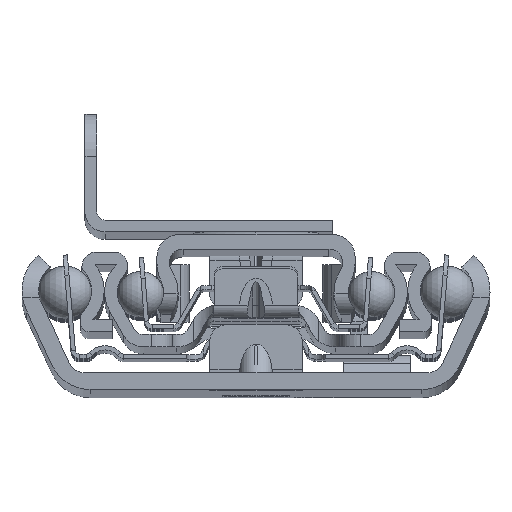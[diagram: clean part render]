
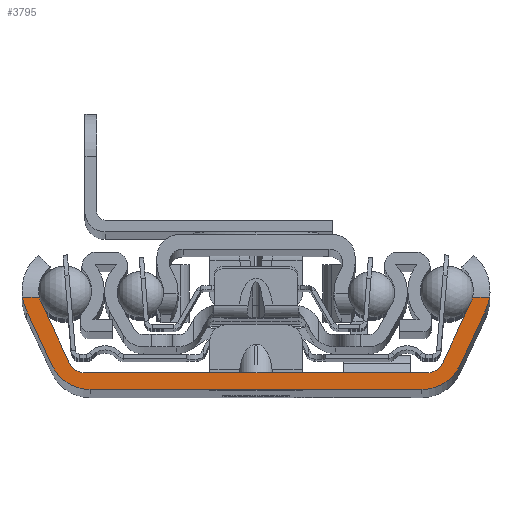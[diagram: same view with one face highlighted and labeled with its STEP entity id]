
A CAD part, top view. The second image highlights one B-rep face of the part: STEP entity #3795.
In plain terms, the highlighted planar face has unit normal (0, 0, 1).
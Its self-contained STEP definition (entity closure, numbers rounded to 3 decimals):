
#36=DIRECTION('',(1.,0.,0.));
#37=VECTOR('',#36,2.024);
#38=CARTESIAN_POINT('',(-27.841,11.,0.));
#39=LINE('',#38,#37);
#40=CARTESIAN_POINT('',(-22.41,11.8,0.));
#41=DIRECTION('',(0.,0.,-1.));
#42=DIRECTION('',(-0.906,-0.423,0.));
#43=AXIS2_PLACEMENT_3D('',#40,#41,#42);
#45=DIRECTION('',(-0.423,0.906,0.));
#46=VECTOR('',#45,7.907);
#47=CARTESIAN_POINT('',(-22.24,3.155,0.));
#48=LINE('',#47,#46);
#49=CARTESIAN_POINT('',(-20.428,4.,0.));
#50=DIRECTION('',(0.,0.,-1.));
#51=DIRECTION('',(0.,-1.,0.));
#52=AXIS2_PLACEMENT_3D('',#49,#50,#51);
#54=DIRECTION('',(-1.,0.,0.));
#55=VECTOR('',#54,40.856);
#56=CARTESIAN_POINT('',(20.428,2.,0.));
#57=LINE('',#56,#55);
#58=CARTESIAN_POINT('',(20.428,4.,0.));
#59=DIRECTION('',(0.,0.,-1.));
#60=DIRECTION('',(0.906,-0.423,0.));
#61=AXIS2_PLACEMENT_3D('',#58,#59,#60);
#63=DIRECTION('',(-0.423,-0.906,0.));
#64=VECTOR('',#63,7.907);
#65=CARTESIAN_POINT('',(25.582,10.321,0.));
#66=LINE('',#65,#64);
#67=CARTESIAN_POINT('',(22.41,11.8,0.));
#68=DIRECTION('',(0.,0.,-1.));
#69=DIRECTION('',(0.974,-0.229,0.));
#70=AXIS2_PLACEMENT_3D('',#67,#68,#69);
#72=DIRECTION('',(1.,0.,0.));
#73=VECTOR('',#72,2.024);
#74=CARTESIAN_POINT('',(25.817,11.,0.));
#75=LINE('',#74,#73);
#76=CARTESIAN_POINT('',(22.41,11.8,0.));
#77=DIRECTION('',(0.,0.,1.));
#78=DIRECTION('',(0.906,-0.423,0.));
#79=AXIS2_PLACEMENT_3D('',#76,#77,#78);
#81=DIRECTION('',(0.423,0.906,0.));
#82=VECTOR('',#81,7.274);
#83=CARTESIAN_POINT('',(24.311,2.887,0.));
#84=LINE('',#83,#82);
#85=CARTESIAN_POINT('',(19.78,5.,0.));
#86=DIRECTION('',(0.,0.,1.));
#87=DIRECTION('',(0.,-1.,0.));
#88=AXIS2_PLACEMENT_3D('',#85,#86,#87);
#90=DIRECTION('',(1.,0.,0.));
#91=VECTOR('',#90,39.56);
#92=CARTESIAN_POINT('',(-19.78,0.,0.));
#93=LINE('',#92,#91);
#94=CARTESIAN_POINT('',(-19.78,5.,0.));
#95=DIRECTION('',(0.,0.,1.));
#96=DIRECTION('',(-0.906,-0.423,0.));
#97=AXIS2_PLACEMENT_3D('',#94,#95,#96);
#99=DIRECTION('',(0.423,-0.906,0.));
#100=VECTOR('',#99,7.274);
#101=CARTESIAN_POINT('',(-27.386,9.48,0.));
#102=LINE('',#101,#100);
#103=CARTESIAN_POINT('',(-22.41,11.8,0.));
#104=DIRECTION('',(0.,0.,1.));
#105=DIRECTION('',(-0.989,-0.146,0.));
#106=AXIS2_PLACEMENT_3D('',#103,#104,#105);
#3152=CARTESIAN_POINT('',(-20.428,2.,0.));
#3153=CARTESIAN_POINT('',(-22.24,3.155,0.));
#3154=VERTEX_POINT('',#3152);
#3155=VERTEX_POINT('',#3153);
#3156=CARTESIAN_POINT('',(-25.582,10.321,0.));
#3157=VERTEX_POINT('',#3156);
#3158=CARTESIAN_POINT('',(-27.386,9.48,0.));
#3159=CARTESIAN_POINT('',(-24.311,2.887,0.));
#3160=VERTEX_POINT('',#3158);
#3161=VERTEX_POINT('',#3159);
#3162=CARTESIAN_POINT('',(-19.78,0.,0.));
#3163=VERTEX_POINT('',#3162);
#3164=CARTESIAN_POINT('',(19.78,0.,0.));
#3165=VERTEX_POINT('',#3164);
#3166=CARTESIAN_POINT('',(24.311,2.887,0.));
#3167=VERTEX_POINT('',#3166);
#3168=CARTESIAN_POINT('',(27.386,9.48,0.));
#3169=VERTEX_POINT('',#3168);
#3170=CARTESIAN_POINT('',(25.582,10.321,0.));
#3171=CARTESIAN_POINT('',(22.24,3.155,0.));
#3172=VERTEX_POINT('',#3170);
#3173=VERTEX_POINT('',#3171);
#3174=CARTESIAN_POINT('',(20.428,2.,0.));
#3175=VERTEX_POINT('',#3174);
#3392=CARTESIAN_POINT('',(-27.841,11.,0.));
#3393=CARTESIAN_POINT('',(-25.817,11.,0.));
#3394=VERTEX_POINT('',#3392);
#3395=VERTEX_POINT('',#3393);
#3396=CARTESIAN_POINT('',(25.817,11.,0.));
#3397=CARTESIAN_POINT('',(27.841,11.,0.));
#3398=VERTEX_POINT('',#3396);
#3399=VERTEX_POINT('',#3397);
#3756=CARTESIAN_POINT('',(0.,0.,0.));
#3757=DIRECTION('',(0.,0.,1.));
#3758=DIRECTION('',(1.,0.,0.));
#3759=AXIS2_PLACEMENT_3D('',#3756,#3757,#3758);
#3760=PLANE('',#3759);
#3762=ORIENTED_EDGE('',*,*,#3761,.T.);
#3764=ORIENTED_EDGE('',*,*,#3763,.F.);
#3766=ORIENTED_EDGE('',*,*,#3765,.F.);
#3768=ORIENTED_EDGE('',*,*,#3767,.F.);
#3770=ORIENTED_EDGE('',*,*,#3769,.F.);
#3772=ORIENTED_EDGE('',*,*,#3771,.F.);
#3774=ORIENTED_EDGE('',*,*,#3773,.F.);
#3776=ORIENTED_EDGE('',*,*,#3775,.F.);
#3778=ORIENTED_EDGE('',*,*,#3777,.T.);
#3780=ORIENTED_EDGE('',*,*,#3779,.F.);
#3782=ORIENTED_EDGE('',*,*,#3781,.F.);
#3784=ORIENTED_EDGE('',*,*,#3783,.F.);
#3786=ORIENTED_EDGE('',*,*,#3785,.F.);
#3788=ORIENTED_EDGE('',*,*,#3787,.F.);
#3790=ORIENTED_EDGE('',*,*,#3789,.F.);
#3792=ORIENTED_EDGE('',*,*,#3791,.F.);
#3793=EDGE_LOOP('',(#3762,#3764,#3766,#3768,#3770,#3772,#3774,#3776,#3778,#3780,
#3782,#3784,#3786,#3788,#3790,#3792));
#3794=FACE_OUTER_BOUND('',#3793,.F.);
#3795=ADVANCED_FACE('',(#3794),#3760,.T.);
#44=CIRCLE('',#43,3.5);
#53=CIRCLE('',#52,2.);
#62=CIRCLE('',#61,2.);
#71=CIRCLE('',#70,3.5);
#80=CIRCLE('',#79,5.49);
#89=CIRCLE('',#88,5.);
#98=CIRCLE('',#97,5.);
#107=CIRCLE('',#106,5.49);
#3761=EDGE_CURVE('',#3394,#3395,#39,.T.);
#3763=EDGE_CURVE('',#3157,#3395,#44,.T.);
#3765=EDGE_CURVE('',#3155,#3157,#48,.T.);
#3767=EDGE_CURVE('',#3154,#3155,#53,.T.);
#3769=EDGE_CURVE('',#3175,#3154,#57,.T.);
#3771=EDGE_CURVE('',#3173,#3175,#62,.T.);
#3773=EDGE_CURVE('',#3172,#3173,#66,.T.);
#3775=EDGE_CURVE('',#3398,#3172,#71,.T.);
#3777=EDGE_CURVE('',#3398,#3399,#75,.T.);
#3779=EDGE_CURVE('',#3169,#3399,#80,.T.);
#3781=EDGE_CURVE('',#3167,#3169,#84,.T.);
#3783=EDGE_CURVE('',#3165,#3167,#89,.T.);
#3785=EDGE_CURVE('',#3163,#3165,#93,.T.);
#3787=EDGE_CURVE('',#3161,#3163,#98,.T.);
#3789=EDGE_CURVE('',#3160,#3161,#102,.T.);
#3791=EDGE_CURVE('',#3394,#3160,#107,.T.);
